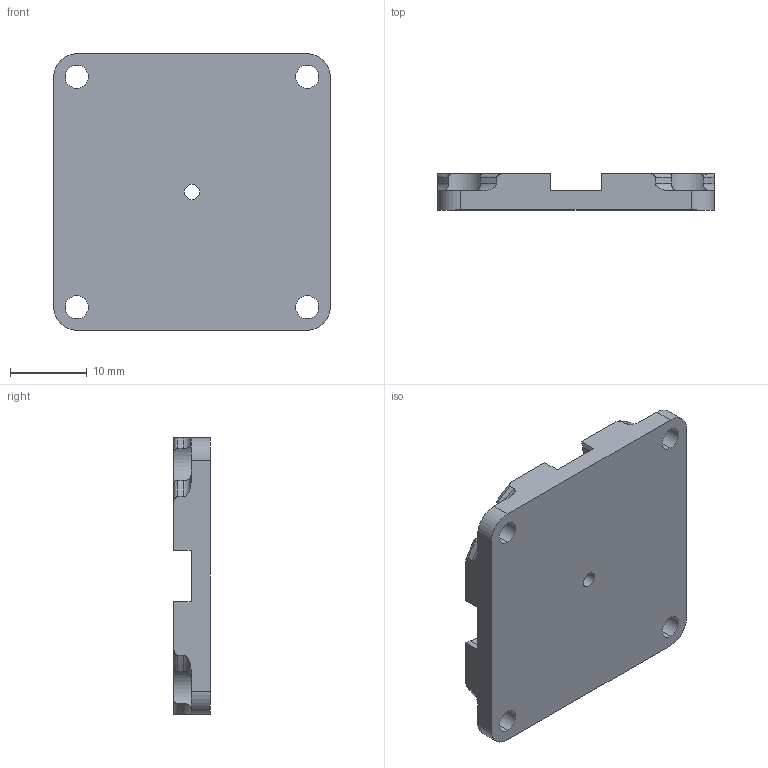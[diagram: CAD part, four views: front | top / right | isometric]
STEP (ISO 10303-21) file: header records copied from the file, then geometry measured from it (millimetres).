
FILE_DESCRIPTION (( 'STEP AP203' ), '1' );
FILE_NAME ('Ankor_Default_sldprt.STEP', '2020-11-13T20:12:23', ( '' ), ( '' ), 'SwSTEP 2.0', 'SolidWorks 2019', '' );
FILE_SCHEMA (( 'CONFIG_CONTROL_DESIGN' ));
Length unit declared in the file: millimetre
Products named in the file (1): Ankor_Default_sldprt
Bounding box: 36 x 4.75 x 36 mm (x, y, z)
Volume: 4536 mm3; surface area: 3438.1 mm2
Topology: 1 solids, 1 shells, 78 faces, 228 edges, 152 vertices
Faces by surface type: cylinder 40, plane 22, torus 16
Entity records: 2933 total; most frequent: CARTESIAN_POINT 731, ORIENTED_EDGE 456, DIRECTION 450, EDGE_CURVE 228, AXIS2_PLACEMENT_3D 175, VERTEX_POINT 152, VECTOR 100, LINE 100
